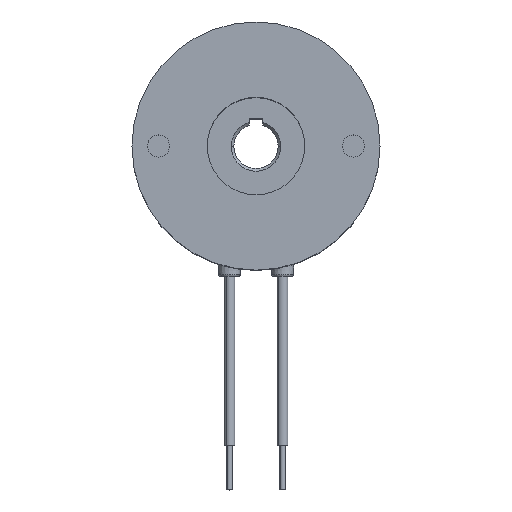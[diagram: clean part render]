
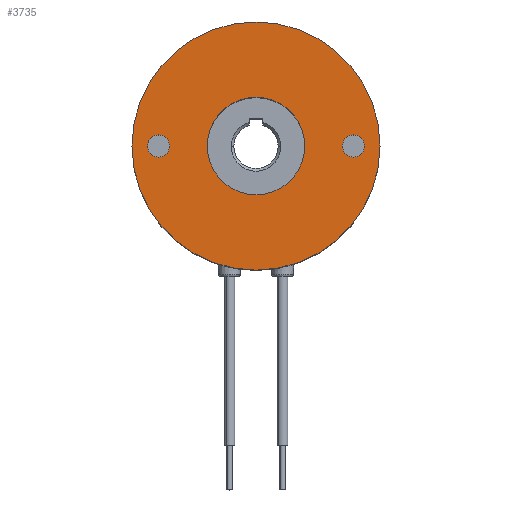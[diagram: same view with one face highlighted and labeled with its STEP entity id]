
A CAD part, top view. The second image highlights one B-rep face of the part: STEP entity #3735.
In plain terms, the highlighted planar face has unit normal (0, 0, 1).
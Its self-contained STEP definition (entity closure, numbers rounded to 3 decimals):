
#66 = EDGE_CURVE ( 'NONE', #1395, #1768, #5034, .T. ) ;
#235 = CARTESIAN_POINT ( 'NONE',  ( 0., -5.5, 0. ) ) ;
#335 = CIRCLE ( 'NONE', #5370, 1.25 ) ;
#362 = EDGE_LOOP ( 'NONE', ( #6271, #2624 ) ) ;
#757 = CIRCLE ( 'NONE', #5778, 1.25 ) ;
#865 = CARTESIAN_POINT ( 'NONE',  ( 0., 0., 0. ) ) ;
#894 = DIRECTION ( 'NONE',  ( 0., 0., 1. ) ) ;
#929 = AXIS2_PLACEMENT_3D ( 'NONE', #2645, #3873, #6741 ) ;
#1009 = CIRCLE ( 'NONE', #3436, 1.25 ) ;
#1139 = ORIENTED_EDGE ( 'NONE', *, *, #7306, .F. ) ;
#1179 = AXIS2_PLACEMENT_3D ( 'NONE', #6634, #894, #4819 ) ;
#1184 = EDGE_CURVE ( 'NONE', #3740, #4859, #757, .T. ) ;
#1315 = CARTESIAN_POINT ( 'NONE',  ( 0., 0., 0. ) ) ;
#1319 = EDGE_CURVE ( 'NONE', #4859, #3740, #1009, .T. ) ;
#1333 = VERTEX_POINT ( 'NONE', #235 ) ;
#1338 = AXIS2_PLACEMENT_3D ( 'NONE', #1315, #1351, #6000 ) ;
#1339 = CARTESIAN_POINT ( 'NONE',  ( 0., 0., 0. ) ) ;
#1351 = DIRECTION ( 'NONE',  ( 0., 0., 1. ) ) ;
#1383 = CARTESIAN_POINT ( 'NONE',  ( -11., 1.25, 0. ) ) ;
#1395 = VERTEX_POINT ( 'NONE', #7093 ) ;
#1450 = ORIENTED_EDGE ( 'NONE', *, *, #3883, .F. ) ;
#1488 = ORIENTED_EDGE ( 'NONE', *, *, #5439, .F. ) ;
#1501 = VERTEX_POINT ( 'NONE', #4403 ) ;
#1768 = VERTEX_POINT ( 'NONE', #4430 ) ;
#1869 = ORIENTED_EDGE ( 'NONE', *, *, #1184, .F. ) ;
#1890 = CARTESIAN_POINT ( 'NONE',  ( 11., 1.25, 0. ) ) ;
#2017 = DIRECTION ( 'NONE',  ( 0., 0., 1. ) ) ;
#2349 = DIRECTION ( 'NONE',  ( 0., 0., 1. ) ) ;
#2406 = DIRECTION ( 'NONE',  ( 0., 0., 1. ) ) ;
#2488 = PLANE ( 'NONE',  #1179 ) ;
#2586 = CARTESIAN_POINT ( 'NONE',  ( 0., 0., 0. ) ) ;
#2624 = ORIENTED_EDGE ( 'NONE', *, *, #4684, .T. ) ;
#2645 = CARTESIAN_POINT ( 'NONE',  ( -11., 0., 0. ) ) ;
#2652 = DIRECTION ( 'NONE',  ( 0., 1., 0. ) ) ;
#2675 = CIRCLE ( 'NONE', #1338, 5.5 ) ;
#2727 = CIRCLE ( 'NONE', #6393, 5.5 ) ;
#2899 = EDGE_LOOP ( 'NONE', ( #3570, #1488 ) ) ;
#3002 = EDGE_CURVE ( 'NONE', #7083, #1333, #2727, .T. ) ;
#3129 = CIRCLE ( 'NONE', #929, 1.25 ) ;
#3202 = CARTESIAN_POINT ( 'NONE',  ( -11., 0., 0. ) ) ;
#3271 = CIRCLE ( 'NONE', #3856, 14. ) ;
#3436 = AXIS2_PLACEMENT_3D ( 'NONE', #7054, #2349, #6342 ) ;
#3570 = ORIENTED_EDGE ( 'NONE', *, *, #3002, .F. ) ;
#3642 = FACE_BOUND ( 'NONE', #6219, .T. ) ;
#3670 = DIRECTION ( 'NONE',  ( 0., 1., 0. ) ) ;
#3735 = ADVANCED_FACE ( 'NONE', ( #3642, #4220, #4294, #7274 ), #2488, .T. ) ;
#3740 = VERTEX_POINT ( 'NONE', #1890 ) ;
#3836 = DIRECTION ( 'NONE',  ( 0., 0., 1. ) ) ;
#3856 = AXIS2_PLACEMENT_3D ( 'NONE', #1339, #2406, #3670 ) ;
#3873 = DIRECTION ( 'NONE',  ( 0., 0., 1. ) ) ;
#3883 = EDGE_CURVE ( 'NONE', #5368, #1501, #3129, .T. ) ;
#4220 = FACE_BOUND ( 'NONE', #4822, .T. ) ;
#4294 = FACE_OUTER_BOUND ( 'NONE', #362, .T. ) ;
#4344 = DIRECTION ( 'NONE',  ( 0., 1., 0. ) ) ;
#4403 = CARTESIAN_POINT ( 'NONE',  ( -11., -1.25, 0. ) ) ;
#4410 = DIRECTION ( 'NONE',  ( 0., 0., 1. ) ) ;
#4430 = CARTESIAN_POINT ( 'NONE',  ( 0., -14., 0. ) ) ;
#4479 = CARTESIAN_POINT ( 'NONE',  ( 0., 5.5, 0. ) ) ;
#4575 = ORIENTED_EDGE ( 'NONE', *, *, #1319, .F. ) ;
#4684 = EDGE_CURVE ( 'NONE', #1768, #1395, #3271, .T. ) ;
#4819 = DIRECTION ( 'NONE',  ( 0., 1., 0. ) ) ;
#4822 = EDGE_LOOP ( 'NONE', ( #1139, #1450 ) ) ;
#4859 = VERTEX_POINT ( 'NONE', #7256 ) ;
#5034 = CIRCLE ( 'NONE', #5287, 14. ) ;
#5154 = CARTESIAN_POINT ( 'NONE',  ( 11., 0., 0. ) ) ;
#5287 = AXIS2_PLACEMENT_3D ( 'NONE', #865, #4410, #6143 ) ;
#5368 = VERTEX_POINT ( 'NONE', #1383 ) ;
#5370 = AXIS2_PLACEMENT_3D ( 'NONE', #3202, #6089, #6654 ) ;
#5439 = EDGE_CURVE ( 'NONE', #1333, #7083, #2675, .T. ) ;
#5778 = AXIS2_PLACEMENT_3D ( 'NONE', #5154, #3836, #2652 ) ;
#6000 = DIRECTION ( 'NONE',  ( 0., 1., 0. ) ) ;
#6089 = DIRECTION ( 'NONE',  ( 0., 0., 1. ) ) ;
#6143 = DIRECTION ( 'NONE',  ( 0., 1., 0. ) ) ;
#6219 = EDGE_LOOP ( 'NONE', ( #4575, #1869 ) ) ;
#6271 = ORIENTED_EDGE ( 'NONE', *, *, #66, .T. ) ;
#6342 = DIRECTION ( 'NONE',  ( 0., 1., 0. ) ) ;
#6393 = AXIS2_PLACEMENT_3D ( 'NONE', #2586, #2017, #4344 ) ;
#6634 = CARTESIAN_POINT ( 'NONE',  ( -5.5, 0., 0. ) ) ;
#6654 = DIRECTION ( 'NONE',  ( 0., 1., 0. ) ) ;
#6741 = DIRECTION ( 'NONE',  ( 0., 1., 0. ) ) ;
#7054 = CARTESIAN_POINT ( 'NONE',  ( 11., 0., 0. ) ) ;
#7083 = VERTEX_POINT ( 'NONE', #4479 ) ;
#7093 = CARTESIAN_POINT ( 'NONE',  ( 0., 14., 0. ) ) ;
#7256 = CARTESIAN_POINT ( 'NONE',  ( 11., -1.25, 0. ) ) ;
#7274 = FACE_BOUND ( 'NONE', #2899, .T. ) ;
#7306 = EDGE_CURVE ( 'NONE', #1501, #5368, #335, .T. ) ;
